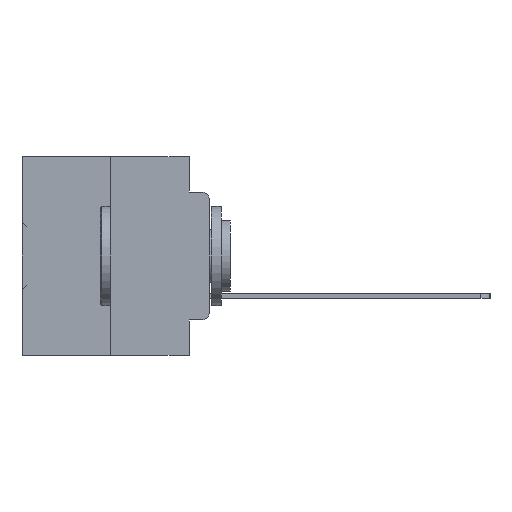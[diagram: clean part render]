
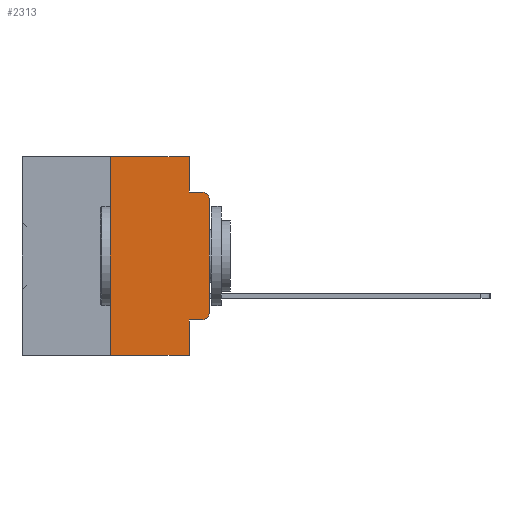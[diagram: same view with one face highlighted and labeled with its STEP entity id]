
A CAD part, left-side view. The second image highlights one B-rep face of the part: STEP entity #2313.
In plain terms, the highlighted planar face has unit normal (-1, 0, 0).
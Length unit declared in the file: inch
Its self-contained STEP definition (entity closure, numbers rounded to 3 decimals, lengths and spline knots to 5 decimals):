
#24 = EDGE_CURVE ( 'NONE', #12682, #34985, #9082, .T. ) ;
#505 = LINE ( 'NONE', #6621, #36299 ) ;
#585 = DIRECTION ( 'NONE',  ( 0., 0., -1. ) ) ;
#1181 = ORIENTED_EDGE ( 'NONE', *, *, #11707, .T. ) ;
#1659 = ORIENTED_EDGE ( 'NONE', *, *, #33199, .F. ) ;
#1665 = CARTESIAN_POINT ( 'NONE',  ( 0., 0.051, -0.0885 ) ) ;
#1746 = AXIS2_PLACEMENT_3D ( 'NONE', #35355, #17993, #585 ) ;
#2018 = EDGE_CURVE ( 'NONE', #9707, #12682, #33435, .T. ) ;
#2048 = LINE ( 'NONE', #13639, #8899 ) ;
#2088 = DIRECTION ( 'NONE',  ( 0., 0., 1. ) ) ;
#2313 = ADVANCED_FACE ( 'NONE', ( #7998 ), #23552, .F. ) ;
#2570 = VECTOR ( 'NONE', #16281, 39.37008 ) ;
#2904 = LINE ( 'NONE', #23449, #17383 ) ;
#2909 = LINE ( 'NONE', #36929, #19211 ) ;
#3064 = ORIENTED_EDGE ( 'NONE', *, *, #35065, .T. ) ;
#3264 = CARTESIAN_POINT ( 'NONE',  ( 0., 0.473, 0. ) ) ;
#4766 = CARTESIAN_POINT ( 'NONE',  ( 0., 0.02, -0.0885 ) ) ;
#5459 = LINE ( 'NONE', #31979, #12226 ) ;
#6428 = CARTESIAN_POINT ( 'NONE',  ( 0., 0.051, -0.5 ) ) ;
#6621 = CARTESIAN_POINT ( 'NONE',  ( 0., 0., 0. ) ) ;
#7998 = FACE_OUTER_BOUND ( 'NONE', #30366, .T. ) ;
#8899 = VECTOR ( 'NONE', #2088, 39.37008 ) ;
#8908 = ORIENTED_EDGE ( 'NONE', *, *, #2018, .T. ) ;
#8940 = ORIENTED_EDGE ( 'NONE', *, *, #11775, .F. ) ;
#9066 = DIRECTION ( 'NONE',  ( 0., 0., -1. ) ) ;
#9082 = CIRCLE ( 'NONE', #25435, 0.02 ) ;
#9707 = VERTEX_POINT ( 'NONE', #18987 ) ;
#10144 = CIRCLE ( 'NONE', #1746, 0.02 ) ;
#11613 = DIRECTION ( 'NONE',  ( 0., 0., -1. ) ) ;
#11707 = EDGE_CURVE ( 'NONE', #21316, #21817, #25545, .T. ) ;
#11775 = EDGE_CURVE ( 'NONE', #9707, #21817, #5459, .T. ) ;
#12226 = VECTOR ( 'NONE', #11613, 39.37008 ) ;
#12574 = ORIENTED_EDGE ( 'NONE', *, *, #21494, .F. ) ;
#12682 = VERTEX_POINT ( 'NONE', #22186 ) ;
#13639 = CARTESIAN_POINT ( 'NONE',  ( 0., 0.25, 0. ) ) ;
#14950 = VERTEX_POINT ( 'NONE', #22705 ) ;
#15107 = DIRECTION ( 'NONE',  ( 0., 0., -1. ) ) ;
#15682 = AXIS2_PLACEMENT_3D ( 'NONE', #3264, #26491, #9066 ) ;
#16281 = DIRECTION ( 'NONE',  ( 0., -1., 0. ) ) ;
#16863 = VECTOR ( 'NONE', #34446, 39.37008 ) ;
#17051 = CARTESIAN_POINT ( 'NONE',  ( 0., 0.473, -0.5 ) ) ;
#17104 = ORIENTED_EDGE ( 'NONE', *, *, #36917, .T. ) ;
#17383 = VECTOR ( 'NONE', #26392, 39.37008 ) ;
#17993 = DIRECTION ( 'NONE',  ( -1., 0., 0. ) ) ;
#18355 = DIRECTION ( 'NONE',  ( -1., 0., 0. ) ) ;
#18867 = CARTESIAN_POINT ( 'NONE',  ( 0., 0.02, -0.3915 ) ) ;
#18987 = CARTESIAN_POINT ( 'NONE',  ( 0., 0.051, -0.4115 ) ) ;
#19211 = VECTOR ( 'NONE', #25558, 39.37008 ) ;
#21316 = VERTEX_POINT ( 'NONE', #27430 ) ;
#21494 = EDGE_CURVE ( 'NONE', #21316, #14950, #2048, .T. ) ;
#21817 = VERTEX_POINT ( 'NONE', #6428 ) ;
#22043 = VERTEX_POINT ( 'NONE', #1665 ) ;
#22186 = CARTESIAN_POINT ( 'NONE',  ( 0., 0.02, -0.4115 ) ) ;
#22705 = CARTESIAN_POINT ( 'NONE',  ( 0., 0.25, 0. ) ) ;
#23449 = CARTESIAN_POINT ( 'NONE',  ( 0., 0.051, 0. ) ) ;
#23480 = EDGE_CURVE ( 'NONE', #36998, #22043, #2904, .T. ) ;
#23552 = PLANE ( 'NONE',  #15682 ) ;
#23937 = ORIENTED_EDGE ( 'NONE', *, *, #23480, .F. ) ;
#24153 = DIRECTION ( 'NONE',  ( 0., 0., 1. ) ) ;
#24379 = VERTEX_POINT ( 'NONE', #4766 ) ;
#25435 = AXIS2_PLACEMENT_3D ( 'NONE', #18867, #18355, #15107 ) ;
#25545 = LINE ( 'NONE', #17051, #16863 ) ;
#25558 = DIRECTION ( 'NONE',  ( 0., -1., 0. ) ) ;
#26229 = LINE ( 'NONE', #26665, #30332 ) ;
#26358 = CARTESIAN_POINT ( 'NONE',  ( 0., 0., -0.1085 ) ) ;
#26392 = DIRECTION ( 'NONE',  ( 0., 0., -1. ) ) ;
#26491 = DIRECTION ( 'NONE',  ( 1., 0., 0. ) ) ;
#26665 = CARTESIAN_POINT ( 'NONE',  ( 0., 0.051, -0.0885 ) ) ;
#27430 = CARTESIAN_POINT ( 'NONE',  ( 0., 0.25, -0.5 ) ) ;
#29591 = DIRECTION ( 'NONE',  ( 0., -1., 0. ) ) ;
#30332 = VECTOR ( 'NONE', #29591, 39.37008 ) ;
#30366 = EDGE_LOOP ( 'NONE', ( #17104, #3064, #1659, #23937, #31682, #12574, #1181, #8940, #8908, #37330 ) ) ;
#31472 = VERTEX_POINT ( 'NONE', #26358 ) ;
#31682 = ORIENTED_EDGE ( 'NONE', *, *, #34834, .F. ) ;
#31979 = CARTESIAN_POINT ( 'NONE',  ( 0., 0.051, 0. ) ) ;
#33199 = EDGE_CURVE ( 'NONE', #22043, #24379, #26229, .T. ) ;
#33435 = LINE ( 'NONE', #33697, #2570 ) ;
#33697 = CARTESIAN_POINT ( 'NONE',  ( 0., 0.051, -0.4115 ) ) ;
#34446 = DIRECTION ( 'NONE',  ( 0., -1., 0. ) ) ;
#34734 = CARTESIAN_POINT ( 'NONE',  ( 0., 0., -0.3915 ) ) ;
#34834 = EDGE_CURVE ( 'NONE', #14950, #36998, #2909, .T. ) ;
#34985 = VERTEX_POINT ( 'NONE', #34734 ) ;
#35065 = EDGE_CURVE ( 'NONE', #31472, #24379, #10144, .T. ) ;
#35355 = CARTESIAN_POINT ( 'NONE',  ( 0., 0.02, -0.1085 ) ) ;
#35830 = CARTESIAN_POINT ( 'NONE',  ( 0., 0.051, 0. ) ) ;
#36299 = VECTOR ( 'NONE', #24153, 39.37008 ) ;
#36917 = EDGE_CURVE ( 'NONE', #34985, #31472, #505, .T. ) ;
#36929 = CARTESIAN_POINT ( 'NONE',  ( 0., 0.473, 0. ) ) ;
#36998 = VERTEX_POINT ( 'NONE', #35830 ) ;
#37330 = ORIENTED_EDGE ( 'NONE', *, *, #24, .T. ) ;
